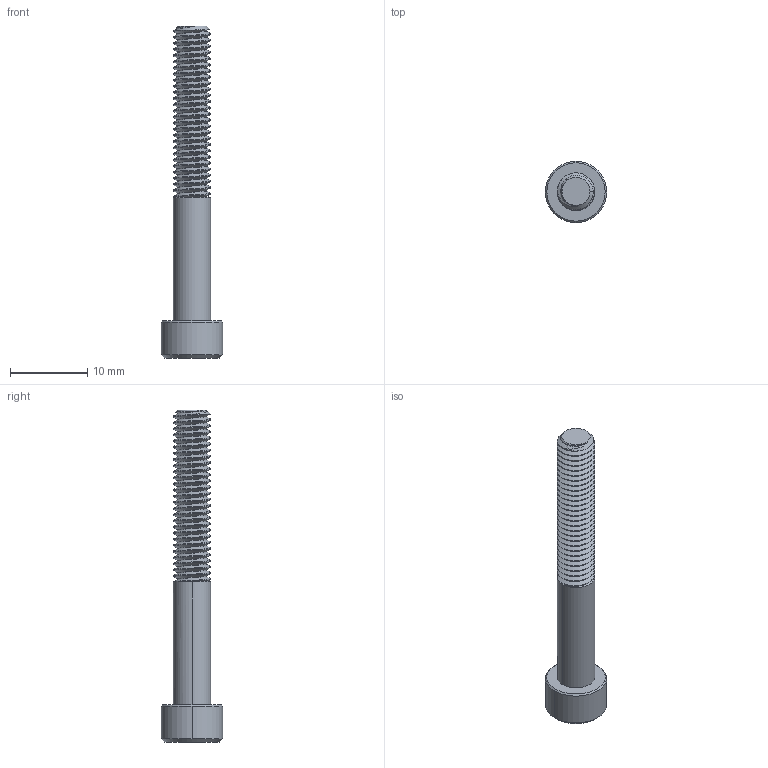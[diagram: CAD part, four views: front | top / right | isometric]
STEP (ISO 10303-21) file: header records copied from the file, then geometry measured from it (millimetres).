
FILE_DESCRIPTION (( 'STEP AP203' ), '1' );
FILE_NAME ('92196A277.step', '2014-02-14T19:01:40', ( '' ), ( '' ), 'SwSTEP 2.0', 'SolidWorks 2010', '' );
FILE_SCHEMA (( 'CONFIG_CONTROL_DESIGN' ));
Length unit declared in the file: inch
Products named in the file (1): 92196A277
Bounding box: 7.94 x 7.94 x 42.93 mm (x, y, z)
Volume: 811.7 mm3; surface area: 1009.2 mm2
Topology: 1 solids, 1 shells, 144 faces, 400 edges, 260 vertices
Faces by surface type: cylinder 116, cone 16, plane 10, bspline 2
Entity records: 8235 total; most frequent: CARTESIAN_POINT 5159, ORIENTED_EDGE 800, DIRECTION 474, EDGE_CURVE 400, VERTEX_POINT 260, AXIS2_PLACEMENT_3D 169, EDGE_LOOP 146, ADVANCED_FACE 144
